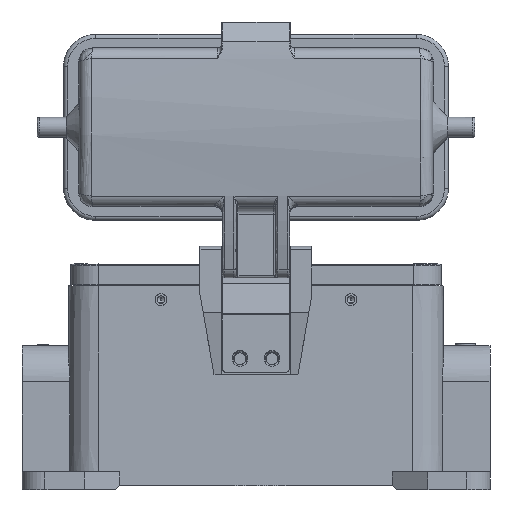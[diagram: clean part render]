
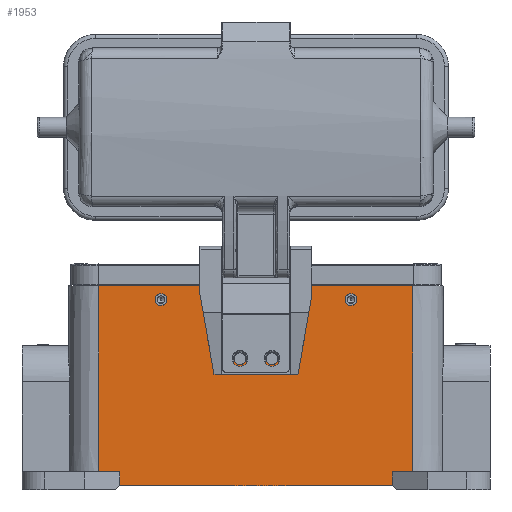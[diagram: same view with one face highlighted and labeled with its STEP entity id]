
A CAD part, front view. The second image highlights one B-rep face of the part: STEP entity #1953.
In plain terms, the highlighted planar face has unit normal (0, -1, 0.009).
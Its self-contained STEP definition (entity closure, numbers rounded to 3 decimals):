
#364=FACE_BOUND('',#3922,.T.);
#365=FACE_BOUND('',#3923,.T.);
#366=FACE_BOUND('',#3924,.T.);
#367=FACE_BOUND('',#3925,.T.);
#368=FACE_BOUND('',#3926,.T.);
#369=FACE_BOUND('',#3927,.T.);
#598=CIRCLE('',#14746,1.5);
#599=CIRCLE('',#14747,1.5);
#600=CIRCLE('',#14748,1.5);
#1953=ADVANCED_FACE('',(#364,#365,#366,#367,#368,#369),#2672,.T.);
#2672=PLANE('',#14751);
#3922=EDGE_LOOP('',(#8196));
#3923=EDGE_LOOP('',(#8197));
#3924=EDGE_LOOP('',(#8198));
#3925=EDGE_LOOP('',(#8199));
#3926=EDGE_LOOP('',(#8200));
#3927=EDGE_LOOP('',(#8201,#8202,#8203,#8204,#8205,#8206,#8207,#8208,#8209,
#8210,#8211,#8212));
#4803=LINE('',#20940,#5914);
#4804=LINE('',#20942,#5915);
#4816=LINE('',#20985,#5927);
#4821=LINE('',#21006,#5932);
#4828=LINE('',#21041,#5939);
#4857=LINE('',#21116,#5968);
#4860=LINE('',#21130,#5971);
#4867=LINE('',#21146,#5978);
#5001=LINE('',#21643,#6112);
#5014=LINE('',#21677,#6125);
#5016=LINE('',#21681,#6127);
#5017=LINE('',#21693,#6128);
#5914=VECTOR('',#16622,1.);
#5915=VECTOR('',#16625,1.);
#5927=VECTOR('',#16649,1.);
#5932=VECTOR('',#16660,1.);
#5939=VECTOR('',#16679,1.);
#5968=VECTOR('',#16752,1.);
#5971=VECTOR('',#16769,1.);
#5978=VECTOR('',#16780,1.);
#6112=VECTOR('',#17064,1.);
#6125=VECTOR('',#17099,1.);
#6127=VECTOR('',#17103,1.);
#6128=VECTOR('',#17116,1.);
#8196=ORIENTED_EDGE('',*,*,#12971,.F.);
#8197=ORIENTED_EDGE('',*,*,#12972,.F.);
#8198=ORIENTED_EDGE('',*,*,#12973,.F.);
#8199=ORIENTED_EDGE('',*,*,#12974,.T.);
#8200=ORIENTED_EDGE('',*,*,#12975,.T.);
#8201=ORIENTED_EDGE('',*,*,#12968,.T.);
#8202=ORIENTED_EDGE('',*,*,#12951,.T.);
#8203=ORIENTED_EDGE('',*,*,#12769,.F.);
#8204=ORIENTED_EDGE('',*,*,#12761,.T.);
#8205=ORIENTED_EDGE('',*,*,#12754,.F.);
#8206=ORIENTED_EDGE('',*,*,#12976,.T.);
#8207=ORIENTED_EDGE('',*,*,#12716,.F.);
#8208=ORIENTED_EDGE('',*,*,#12704,.T.);
#8209=ORIENTED_EDGE('',*,*,#12696,.T.);
#8210=ORIENTED_EDGE('',*,*,#12680,.T.);
#8211=ORIENTED_EDGE('',*,*,#12679,.F.);
#8212=ORIENTED_EDGE('',*,*,#12970,.F.);
#11205=VERTEX_POINT('',#20937);
#11206=VERTEX_POINT('',#20939);
#11207=VERTEX_POINT('',#20943);
#11220=VERTEX_POINT('',#20986);
#11225=VERTEX_POINT('',#21007);
#11235=VERTEX_POINT('',#21042);
#11256=VERTEX_POINT('',#21111);
#11258=VERTEX_POINT('',#21115);
#11263=VERTEX_POINT('',#21131);
#11270=VERTEX_POINT('',#21147);
#11390=VERTEX_POINT('',#21644);
#11400=VERTEX_POINT('',#21678);
#11401=VERTEX_POINT('',#21684);
#11402=VERTEX_POINT('',#21686);
#11403=VERTEX_POINT('',#21688);
#11404=VERTEX_POINT('',#21690);
#11405=VERTEX_POINT('',#21692);
#12679=EDGE_CURVE('',#11206,#11205,#4803,.T.);
#12680=EDGE_CURVE('',#11207,#11205,#4804,.T.);
#12696=EDGE_CURVE('',#11220,#11207,#4816,.T.);
#12704=EDGE_CURVE('',#11225,#11220,#4821,.T.);
#12716=EDGE_CURVE('',#11225,#11235,#4828,.T.);
#12754=EDGE_CURVE('',#11258,#11256,#4857,.T.);
#12761=EDGE_CURVE('',#11263,#11256,#4860,.T.);
#12769=EDGE_CURVE('',#11263,#11270,#4867,.T.);
#12951=EDGE_CURVE('',#11390,#11270,#5001,.T.);
#12968=EDGE_CURVE('',#11400,#11390,#5014,.T.);
#12970=EDGE_CURVE('',#11400,#11206,#5016,.T.);
#12971=EDGE_CURVE('',#11401,#11401,#598,.T.);
#12972=EDGE_CURVE('',#11402,#11402,#599,.T.);
#12973=EDGE_CURVE('',#11403,#11403,#600,.T.);
#12974=EDGE_CURVE('',#11404,#11404,#14300,.T.);
#12975=EDGE_CURVE('',#11405,#11405,#14301,.T.);
#12976=EDGE_CURVE('',#11258,#11235,#5017,.T.);
#14300=ELLIPSE('',#14749,1.5,1.5);
#14301=ELLIPSE('',#14750,1.5,1.5);
#14746=AXIS2_PLACEMENT_3D('',#21683,#17106,#17107);
#14747=AXIS2_PLACEMENT_3D('',#21685,#17108,#17109);
#14748=AXIS2_PLACEMENT_3D('',#21687,#17110,#17111);
#14749=AXIS2_PLACEMENT_3D('',#21689,#17112,#17113);
#14750=AXIS2_PLACEMENT_3D('',#21691,#17114,#17115);
#14751=AXIS2_PLACEMENT_3D('',#21694,#17117,#17118);
#16622=DIRECTION('',(1.,0.,0.));
#16625=DIRECTION('',(0.,-0.009,-1.));
#16649=DIRECTION('',(-1.,0.,0.));
#16660=DIRECTION('',(0.,0.009,1.));
#16679=DIRECTION('',(-1.,0.,0.));
#16752=DIRECTION('',(-1.,0.,0.));
#16769=DIRECTION('',(0.,-0.009,-1.));
#16780=DIRECTION('',(-1.,0.,0.));
#17064=DIRECTION('',(0.,-0.009,-1.));
#17099=DIRECTION('',(-1.,0.,0.));
#17103=DIRECTION('',(0.,-0.009,-1.));
#17106=DIRECTION('',(0.,-1.,0.009));
#17107=DIRECTION('',(1.,0.,0.));
#17108=DIRECTION('',(0.,-1.,0.009));
#17109=DIRECTION('',(1.,0.,0.));
#17110=DIRECTION('',(0.,-1.,0.009));
#17111=DIRECTION('',(1.,0.,0.));
#17112=DIRECTION('',(0.,1.,-0.009));
#17113=DIRECTION('',(0.,0.009,1.));
#17114=DIRECTION('',(0.,1.,-0.009));
#17115=DIRECTION('',(0.,0.009,1.));
#17116=DIRECTION('',(0.,0.009,1.));
#17117=DIRECTION('',(0.,-1.,0.009));
#17118=DIRECTION('',(-1.,0.,0.));
#20937=CARTESIAN_POINT('',(1.6,-21.526,21.5));
#20939=CARTESIAN_POINT('',(-1.6,-21.526,21.5));
#20940=CARTESIAN_POINT('',(-1.6,-21.526,21.5));
#20942=CARTESIAN_POINT('',(1.6,-21.5,24.5));
#20943=CARTESIAN_POINT('',(1.6,-21.5,24.5));
#20985=CARTESIAN_POINT('',(39.25,-21.5,24.5));
#20986=CARTESIAN_POINT('',(39.25,-21.5,24.5));
#21006=CARTESIAN_POINT('',(39.25,-21.906,-22.));
#21007=CARTESIAN_POINT('',(39.25,-21.906,-22.));
#21041=CARTESIAN_POINT('',(39.25,-21.906,-22.));
#21042=CARTESIAN_POINT('',(34.,-21.906,-22.));
#21111=CARTESIAN_POINT('',(-34.,-21.936,-25.5));
#21115=CARTESIAN_POINT('',(34.,-21.936,-25.5));
#21116=CARTESIAN_POINT('',(34.,-21.936,-25.5));
#21130=CARTESIAN_POINT('',(-34.,-21.906,-22.));
#21131=CARTESIAN_POINT('',(-34.,-21.906,-22.));
#21146=CARTESIAN_POINT('',(-34.,-21.906,-22.));
#21147=CARTESIAN_POINT('',(-39.25,-21.906,-22.));
#21643=CARTESIAN_POINT('',(-39.25,-21.5,24.5));
#21644=CARTESIAN_POINT('',(-39.25,-21.5,24.5));
#21677=CARTESIAN_POINT('',(-1.6,-21.5,24.5));
#21678=CARTESIAN_POINT('',(-1.6,-21.5,24.5));
#21681=CARTESIAN_POINT('',(-1.6,-21.5,24.5));
#21683=CARTESIAN_POINT('',(4.,-21.66,6.212));
#21684=CARTESIAN_POINT('',(5.5,-21.66,6.212));
#21685=CARTESIAN_POINT('',(0.,-21.542,19.712));
#21686=CARTESIAN_POINT('',(1.5,-21.542,19.712));
#21687=CARTESIAN_POINT('',(-4.,-21.66,6.212));
#21688=CARTESIAN_POINT('',(-2.5,-21.66,6.212));
#21689=CARTESIAN_POINT('',(23.75,-21.531,21.));
#21690=CARTESIAN_POINT('',(23.75,-21.517,22.5));
#21691=CARTESIAN_POINT('',(-23.75,-21.531,21.));
#21692=CARTESIAN_POINT('',(-23.75,-21.517,22.5));
#21693=CARTESIAN_POINT('',(34.,-21.936,-25.5));
#21694=CARTESIAN_POINT('',(-41.628,-21.5,24.5));
